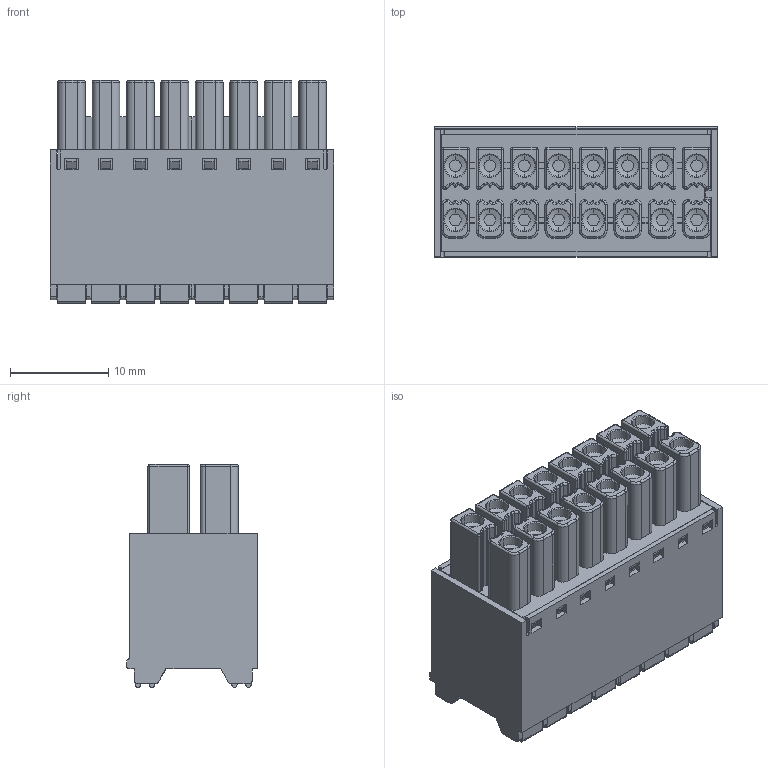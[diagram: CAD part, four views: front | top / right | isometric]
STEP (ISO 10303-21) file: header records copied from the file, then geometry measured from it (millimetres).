
FILE_DESCRIPTION( ('This file contains a STEP AP42 implementation' ,'as created by ZW3D STEP Interface translator.') ,'2;1' );
FILE_NAME( 'WJ15EDGKNH-3.5-2x08P-00A.stp' ,'23 3 1. 913 5', (''), ('ZWCAD Software Co.'), 'Version 1.0', 'ZW3D to STEP translator', '' );
FILE_SCHEMA(('AUTOMOTIVE_DESIGN { 1 0 10303 214 1 1 1 1 }'));
Length unit declared in the file: millimetre
Products named in the file (2): 0; WJ15EDGKNH-3.5-2x12p
Bounding box: 28.8 x 13.25 x 22.65 mm (x, y, z)
Volume: 5962.6 mm3; surface area: 7403.4 mm2
Topology: 1 solids, 1 shells, 2747 faces, 7552 edges, 4843 vertices
Faces by surface type: plane 1691, cylinder 764, torus 132, cone 89, sphere 52, bspline 19
Entity records: 92107 total; most frequent: CARTESIAN_POINT 18707, ORIENTED_EDGE 15104, DIRECTION 14388, EDGE_CURVE 7552, VECTOR 5536, LINE 5536, VERTEX_POINT 4843, AXIS2_PLACEMENT_3D 4426
